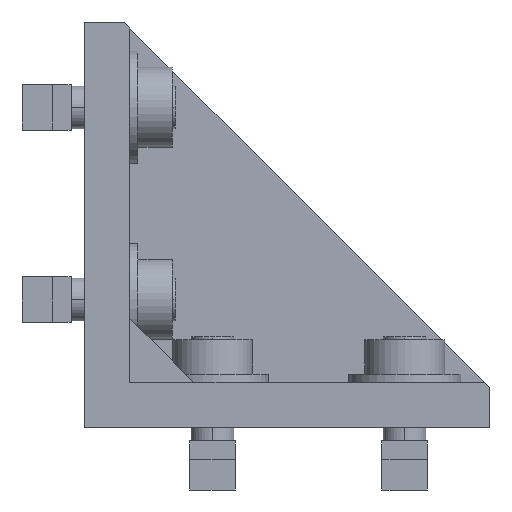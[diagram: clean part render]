
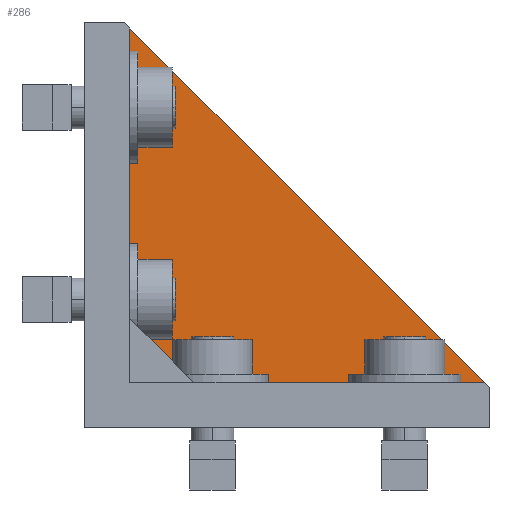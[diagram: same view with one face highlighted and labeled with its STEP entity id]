
A CAD part, left-side view. The second image highlights one B-rep face of the part: STEP entity #286.
In plain terms, the highlighted planar face has unit normal (-1, 0, 0).
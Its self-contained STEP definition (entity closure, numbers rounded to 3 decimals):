
#286=ADVANCED_FACE('',(#593),#594,.T.);
#593=FACE_OUTER_BOUND('',#918,.T.);
#594=PLANE('',#919);
#918=EDGE_LOOP('',(#1658,#1659,#1660));
#919=AXIS2_PLACEMENT_3D('',#1661,#1662,#1663);
#1658=ORIENTED_EDGE('',*,*,#2114,.F.);
#1659=ORIENTED_EDGE('',*,*,#2115,.F.);
#1660=ORIENTED_EDGE('',*,*,#2116,.F.);
#1661=CARTESIAN_POINT('',(13.0,-28.527,28.528));
#1662=DIRECTION('',(-1.0,0.0,0.0));
#1663=DIRECTION('',(0.0,-1.0,0.0));
#2114=EDGE_CURVE('',#2577,#2578,#2579,.T.);
#2115=EDGE_CURVE('',#2580,#2577,#2581,.T.);
#2116=EDGE_CURVE('',#2578,#2580,#2582,.T.);
#2577=VERTEX_POINT('',#3194);
#2578=VERTEX_POINT('',#3195);
#2579=LINE('',#3196,#3197);
#2580=VERTEX_POINT('',#3198);
#2581=LINE('',#3199,#3200);
#2582=LINE('',#3201,#3202);
#3194=CARTESIAN_POINT('',(13.0,-8.5,8.5));
#3195=CARTESIAN_POINT('',(13.0,-8.5,74.876));
#3196=CARTESIAN_POINT('',(13.0,-8.5,35.108));
#3197=VECTOR('',#3604,1.0);
#3198=CARTESIAN_POINT('',(13.0,-74.996,8.5));
#3199=CARTESIAN_POINT('',(13.0,-35.137,8.5));
#3200=VECTOR('',#3605,1.0);
#3201=CARTESIAN_POINT('',(13.0,-8.5,74.876));
#3202=VECTOR('',#3606,1.0);
#3604=DIRECTION('',(0.0,0.,1.0));
#3605=DIRECTION('',(0.0,1.0,0.));
#3606=DIRECTION('',(0.0,-0.708,-0.706));
